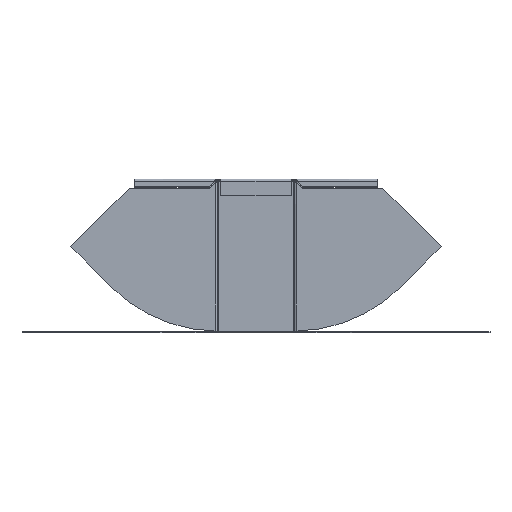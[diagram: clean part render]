
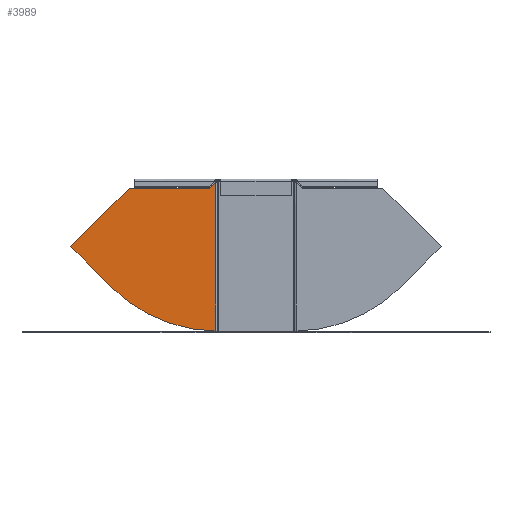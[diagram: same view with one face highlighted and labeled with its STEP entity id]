
A CAD part, front view. The second image highlights one B-rep face of the part: STEP entity #3989.
In plain terms, the highlighted planar face has unit normal (0, -1, 0).
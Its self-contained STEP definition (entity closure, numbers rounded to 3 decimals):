
#24 = DIRECTION ( 'NONE',  ( 0., 0., 1. ) ) ;
#132 = CARTESIAN_POINT ( 'NONE',  ( -119.91, -2.25, -7. ) ) ;
#173 = DIRECTION ( 'NONE',  ( 0.707, 0., 0.707 ) ) ;
#255 = EDGE_CURVE ( 'NONE', #1638, #3570, #444, .T. ) ;
#348 = ORIENTED_EDGE ( 'NONE', *, *, #1875, .F. ) ;
#444 = LINE ( 'NONE', #132, #619 ) ;
#462 = DIRECTION ( 'NONE',  ( 0., 0., 1. ) ) ;
#505 = CARTESIAN_POINT ( 'NONE',  ( -43.91, -2.25, -7. ) ) ;
#619 = VECTOR ( 'NONE', #3025, 1000. ) ;
#732 = EDGE_CURVE ( 'NONE', #2689, #1638, #1770, .T. ) ;
#969 = CIRCLE ( 'NONE', #1977, 144. ) ;
#1095 = CARTESIAN_POINT ( 'NONE',  ( -43.91, -2.25, -7. ) ) ;
#1137 = CARTESIAN_POINT ( 'NONE',  ( -174.858, -2.25, -61.948 ) ) ;
#1538 = VECTOR ( 'NONE', #3093, 1000. ) ;
#1565 = ORIENTED_EDGE ( 'NONE', *, *, #2340, .T. ) ;
#1587 = CARTESIAN_POINT ( 'NONE',  ( -38.078, -2.25, -141.725 ) ) ;
#1603 = AXIS2_PLACEMENT_3D ( 'NONE', #4028, #2082, #462 ) ;
#1638 = VERTEX_POINT ( 'NONE', #2912 ) ;
#1690 = VERTEX_POINT ( 'NONE', #1587 ) ;
#1731 = ORIENTED_EDGE ( 'NONE', *, *, #732, .F. ) ;
#1751 = FACE_OUTER_BOUND ( 'NONE', #3434, .T. ) ;
#1770 = LINE ( 'NONE', #1137, #2924 ) ;
#1815 = PLANE ( 'NONE',  #1603 ) ;
#1875 = EDGE_CURVE ( 'NONE', #1690, #3773, #969, .T. ) ;
#1977 = AXIS2_PLACEMENT_3D ( 'NONE', #3686, #2077, #3368 ) ;
#2077 = DIRECTION ( 'NONE',  ( 0., 1., 0. ) ) ;
#2082 = DIRECTION ( 'NONE',  ( 0., 1., 0. ) ) ;
#2263 = ORIENTED_EDGE ( 'NONE', *, *, #4114, .F. ) ;
#2322 = CARTESIAN_POINT ( 'NONE',  ( -38.078, -2.25, 2.25 ) ) ;
#2328 = VECTOR ( 'NONE', #2816, 1000. ) ;
#2340 = EDGE_CURVE ( 'NONE', #1690, #2827, #3279, .T. ) ;
#2539 = CARTESIAN_POINT ( 'NONE',  ( -137.233, -2.25, -99.573 ) ) ;
#2590 = EDGE_CURVE ( 'NONE', #3773, #2689, #3157, .T. ) ;
#2689 = VERTEX_POINT ( 'NONE', #3577 ) ;
#2799 = LINE ( 'NONE', #505, #1538 ) ;
#2816 = DIRECTION ( 'NONE',  ( -0.707, 0., 0.707 ) ) ;
#2827 = VERTEX_POINT ( 'NONE', #2869 ) ;
#2828 = CARTESIAN_POINT ( 'NONE',  ( -137.233, -2.25, -99.573 ) ) ;
#2869 = CARTESIAN_POINT ( 'NONE',  ( -38.078, -2.25, -1.169 ) ) ;
#2912 = CARTESIAN_POINT ( 'NONE',  ( -119.91, -2.25, -7. ) ) ;
#2924 = VECTOR ( 'NONE', #173, 1000. ) ;
#2932 = VECTOR ( 'NONE', #24, 1000. ) ;
#3025 = DIRECTION ( 'NONE',  ( 1., 0., 0. ) ) ;
#3093 = DIRECTION ( 'NONE',  ( 0.707, 0., 0.707 ) ) ;
#3157 = LINE ( 'NONE', #2539, #2328 ) ;
#3279 = LINE ( 'NONE', #2322, #2932 ) ;
#3368 = DIRECTION ( 'NONE',  ( 0., 0., 1. ) ) ;
#3434 = EDGE_LOOP ( 'NONE', ( #348, #1565, #2263, #3542, #1731, #3972 ) ) ;
#3542 = ORIENTED_EDGE ( 'NONE', *, *, #255, .F. ) ;
#3570 = VERTEX_POINT ( 'NONE', #1095 ) ;
#3577 = CARTESIAN_POINT ( 'NONE',  ( -174.858, -2.25, -61.948 ) ) ;
#3686 = CARTESIAN_POINT ( 'NONE',  ( -35.41, -2.25, 2.25 ) ) ;
#3773 = VERTEX_POINT ( 'NONE', #2828 ) ;
#3972 = ORIENTED_EDGE ( 'NONE', *, *, #2590, .F. ) ;
#3989 = ADVANCED_FACE ( 'NONE', ( #1751 ), #1815, .F. ) ;
#4028 = CARTESIAN_POINT ( 'NONE',  ( -35.41, -2.25, 2.25 ) ) ;
#4114 = EDGE_CURVE ( 'NONE', #3570, #2827, #2799, .T. ) ;
